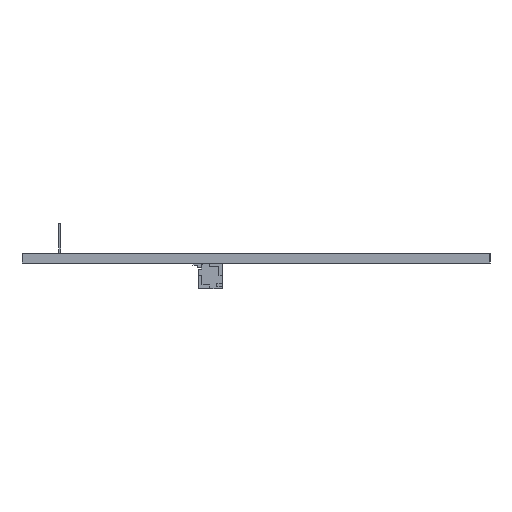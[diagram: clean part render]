
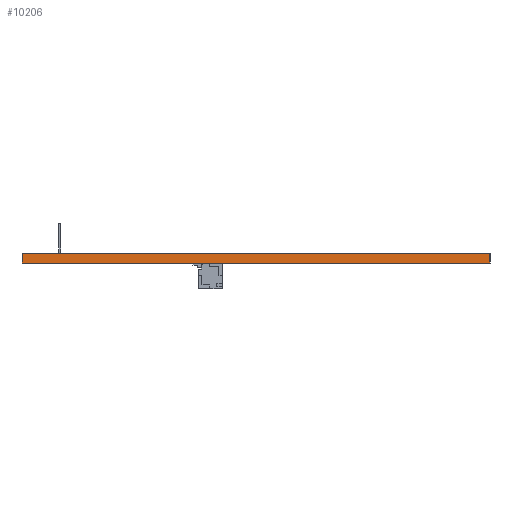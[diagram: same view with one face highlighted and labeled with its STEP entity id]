
A CAD part, left-side view. The second image highlights one B-rep face of the part: STEP entity #10206.
In plain terms, the highlighted planar face has unit normal (-1, 0, 0).
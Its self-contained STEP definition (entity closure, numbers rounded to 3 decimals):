
#5137 = VERTEX_POINT('',#5138);
#5138 = CARTESIAN_POINT('',(95.,-51.025,0.));
#5144 = EDGE_CURVE('',#5145,#5137,#5147,.T.);
#5145 = VERTEX_POINT('',#5146);
#5146 = CARTESIAN_POINT('',(95.,-129.025,0.));
#5147 = LINE('',#5148,#5149);
#5148 = CARTESIAN_POINT('',(95.,-129.025,0.));
#5149 = VECTOR('',#5150,1.);
#5150 = DIRECTION('',(0.,1.,0.));
#7658 = VERTEX_POINT('',#7659);
#7659 = CARTESIAN_POINT('',(95.,-51.025,1.6));
#7665 = EDGE_CURVE('',#7666,#7658,#7668,.T.);
#7666 = VERTEX_POINT('',#7667);
#7667 = CARTESIAN_POINT('',(95.,-129.025,1.6));
#7668 = LINE('',#7669,#7670);
#7669 = CARTESIAN_POINT('',(95.,-129.025,1.6));
#7670 = VECTOR('',#7671,1.);
#7671 = DIRECTION('',(0.,1.,0.));
#10176 = EDGE_CURVE('',#5137,#7658,#10177,.T.);
#10177 = LINE('',#10178,#10179);
#10178 = CARTESIAN_POINT('',(95.,-51.025,0.));
#10179 = VECTOR('',#10180,1.);
#10180 = DIRECTION('',(0.,0.,1.));
#10206 = ADVANCED_FACE('',(#10207),#10218,.T.);
#10207 = FACE_BOUND('',#10208,.T.);
#10208 = EDGE_LOOP('',(#10209,#10215,#10216,#10217));
#10209 = ORIENTED_EDGE('',*,*,#10210,.T.);
#10210 = EDGE_CURVE('',#5145,#7666,#10211,.T.);
#10211 = LINE('',#10212,#10213);
#10212 = CARTESIAN_POINT('',(95.,-129.025,0.));
#10213 = VECTOR('',#10214,1.);
#10214 = DIRECTION('',(0.,0.,1.));
#10215 = ORIENTED_EDGE('',*,*,#7665,.T.);
#10216 = ORIENTED_EDGE('',*,*,#10176,.F.);
#10217 = ORIENTED_EDGE('',*,*,#5144,.F.);
#10218 = PLANE('',#10219);
#10219 = AXIS2_PLACEMENT_3D('',#10220,#10221,#10222);
#10220 = CARTESIAN_POINT('',(95.,-129.025,0.));
#10221 = DIRECTION('',(-1.,0.,0.));
#10222 = DIRECTION('',(0.,1.,0.));
